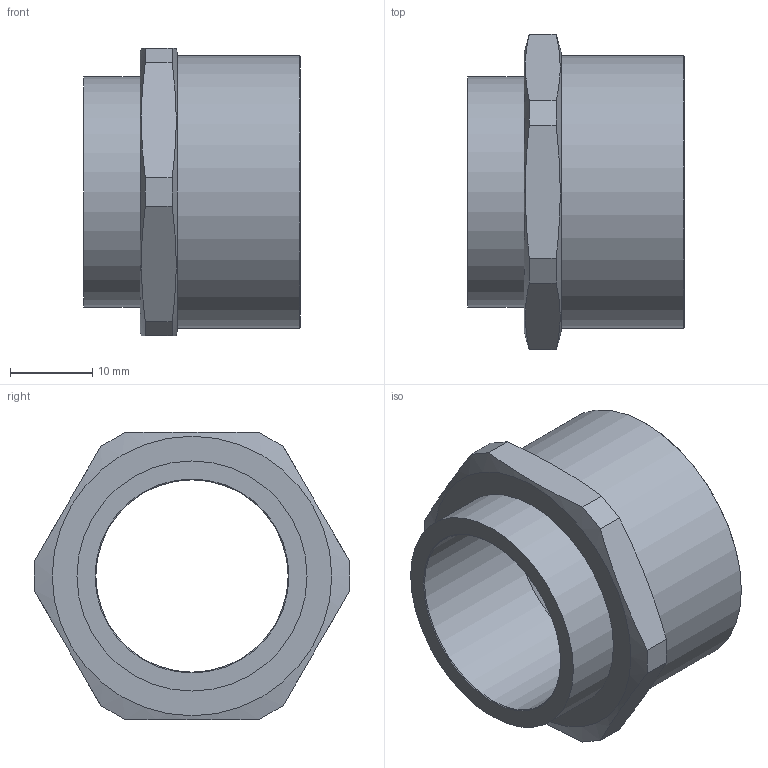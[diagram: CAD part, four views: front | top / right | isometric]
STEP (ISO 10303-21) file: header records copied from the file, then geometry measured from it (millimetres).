
FILE_DESCRIPTION(/* description */ (''),/* implementation_level */ '2;1');
FILE_NAME(/* name */ '',/* time_stamp */ '2024-11-14T16:40:03+07:00',/* author */ ('zeta-86'),/* organization */ (''),/* preprocessor_version */ 'ST-DEVELOPER v19.2',/* originating_system */ 'Autodesk Inventor 2024',/* authorisation */ '');
FILE_SCHEMA (('AUTOMOTIVE_DESIGN { 1 0 10303 214 3 1 1 }'));
Length unit declared in the file: millimetre
Products named in the file (1): Деталь1
Bounding box: 26.4 x 38.41 x 35 mm (x, y, z)
Volume: 9120.6 mm3; surface area: 5822 mm2
Topology: 1 solids, 1 shells, 26 faces, 62 edges, 40 vertices
Faces by surface type: plane 16, cone 5, cylinder 4, torus 1
Full cylindrical faces by diameter (mm): 23.4 x1, 27.2 x1, 28 x1, 33.2 x1
Entity records: 805 total; most frequent: CARTESIAN_POINT 181, ORIENTED_EDGE 124, DIRECTION 105, EDGE_CURVE 62, AXIS2_PLACEMENT_3D 42, VERTEX_POINT 40, EDGE_LOOP 30, STYLED_ITEM 27
